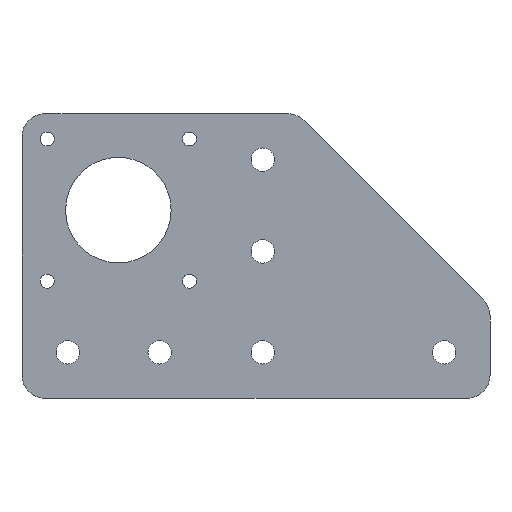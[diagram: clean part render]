
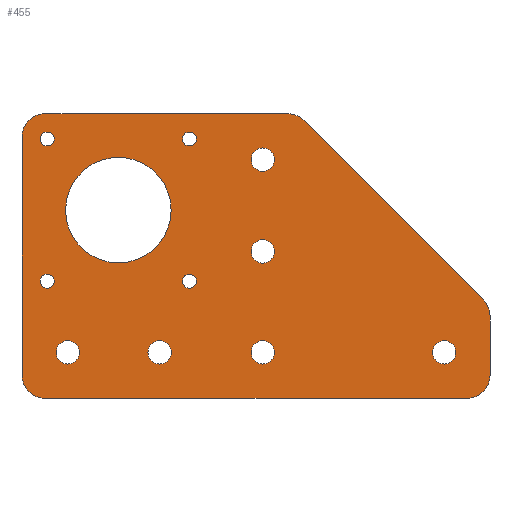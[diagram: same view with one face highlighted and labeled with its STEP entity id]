
A CAD part, left-side view. The second image highlights one B-rep face of the part: STEP entity #455.
In plain terms, the highlighted planar face has unit normal (-1, 0, 0).
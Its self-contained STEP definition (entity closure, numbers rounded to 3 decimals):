
#15=FACE_BOUND('',#70,.T.);
#16=FACE_BOUND('',#71,.T.);
#17=FACE_BOUND('',#72,.T.);
#18=FACE_BOUND('',#73,.T.);
#19=FACE_BOUND('',#74,.T.);
#20=FACE_BOUND('',#75,.T.);
#21=FACE_BOUND('',#76,.T.);
#22=FACE_BOUND('',#77,.T.);
#23=FACE_BOUND('',#78,.T.);
#24=FACE_BOUND('',#79,.T.);
#25=FACE_BOUND('',#80,.T.);
#37=PLANE('',#496);
#46=FACE_OUTER_BOUND('',#69,.T.);
#69=EDGE_LOOP('',(#319,#320,#321,#322,#323,#324,#325,#326,#327,#328));
#70=EDGE_LOOP('',(#329));
#71=EDGE_LOOP('',(#330));
#72=EDGE_LOOP('',(#331));
#73=EDGE_LOOP('',(#332));
#74=EDGE_LOOP('',(#333));
#75=EDGE_LOOP('',(#334));
#76=EDGE_LOOP('',(#335));
#77=EDGE_LOOP('',(#336));
#78=EDGE_LOOP('',(#337));
#79=EDGE_LOOP('',(#338));
#80=EDGE_LOOP('',(#339));
#115=LINE('',#706,#146);
#116=LINE('',#710,#147);
#117=LINE('',#714,#148);
#118=LINE('',#718,#149);
#119=LINE('',#721,#150);
#146=VECTOR('',#564,10.);
#147=VECTOR('',#567,10.);
#148=VECTOR('',#570,10.);
#149=VECTOR('',#573,10.);
#150=VECTOR('',#576,10.);
#175=CIRCLE('',#492,2.55);
#177=CIRCLE('',#495,5.);
#178=CIRCLE('',#497,5.);
#179=CIRCLE('',#498,5.);
#180=CIRCLE('',#499,5.);
#181=CIRCLE('',#500,5.);
#182=CIRCLE('',#501,1.525);
#183=CIRCLE('',#502,1.525);
#184=CIRCLE('',#503,2.55);
#185=CIRCLE('',#504,2.55);
#186=CIRCLE('',#505,11.5);
#187=CIRCLE('',#506,1.525);
#188=CIRCLE('',#507,2.55);
#189=CIRCLE('',#508,2.55);
#190=CIRCLE('',#509,2.55);
#191=CIRCLE('',#510,1.525);
#207=VERTEX_POINT('',#692);
#210=VERTEX_POINT('',#699);
#211=VERTEX_POINT('',#701);
#212=VERTEX_POINT('',#705);
#213=VERTEX_POINT('',#707);
#214=VERTEX_POINT('',#709);
#215=VERTEX_POINT('',#711);
#216=VERTEX_POINT('',#713);
#217=VERTEX_POINT('',#715);
#218=VERTEX_POINT('',#717);
#219=VERTEX_POINT('',#719);
#220=VERTEX_POINT('',#722);
#221=VERTEX_POINT('',#724);
#222=VERTEX_POINT('',#726);
#223=VERTEX_POINT('',#728);
#224=VERTEX_POINT('',#730);
#225=VERTEX_POINT('',#732);
#226=VERTEX_POINT('',#734);
#227=VERTEX_POINT('',#736);
#228=VERTEX_POINT('',#738);
#229=VERTEX_POINT('',#740);
#250=EDGE_CURVE('',#207,#207,#175,.T.);
#253=EDGE_CURVE('',#210,#211,#177,.T.);
#255=EDGE_CURVE('',#210,#212,#115,.T.);
#256=EDGE_CURVE('',#213,#212,#178,.T.);
#257=EDGE_CURVE('',#214,#213,#116,.T.);
#258=EDGE_CURVE('',#215,#214,#179,.T.);
#259=EDGE_CURVE('',#216,#215,#117,.T.);
#260=EDGE_CURVE('',#217,#216,#180,.T.);
#261=EDGE_CURVE('',#218,#217,#118,.T.);
#262=EDGE_CURVE('',#219,#218,#181,.T.);
#263=EDGE_CURVE('',#211,#219,#119,.T.);
#264=EDGE_CURVE('',#220,#220,#182,.T.);
#265=EDGE_CURVE('',#221,#221,#183,.T.);
#266=EDGE_CURVE('',#222,#222,#184,.T.);
#267=EDGE_CURVE('',#223,#223,#185,.T.);
#268=EDGE_CURVE('',#224,#224,#186,.T.);
#269=EDGE_CURVE('',#225,#225,#187,.T.);
#270=EDGE_CURVE('',#226,#226,#188,.T.);
#271=EDGE_CURVE('',#227,#227,#189,.T.);
#272=EDGE_CURVE('',#228,#228,#190,.T.);
#273=EDGE_CURVE('',#229,#229,#191,.T.);
#319=ORIENTED_EDGE('',*,*,#253,.F.);
#320=ORIENTED_EDGE('',*,*,#255,.T.);
#321=ORIENTED_EDGE('',*,*,#256,.F.);
#322=ORIENTED_EDGE('',*,*,#257,.F.);
#323=ORIENTED_EDGE('',*,*,#258,.F.);
#324=ORIENTED_EDGE('',*,*,#259,.F.);
#325=ORIENTED_EDGE('',*,*,#260,.F.);
#326=ORIENTED_EDGE('',*,*,#261,.F.);
#327=ORIENTED_EDGE('',*,*,#262,.F.);
#328=ORIENTED_EDGE('',*,*,#263,.F.);
#329=ORIENTED_EDGE('',*,*,#250,.T.);
#330=ORIENTED_EDGE('',*,*,#264,.T.);
#331=ORIENTED_EDGE('',*,*,#265,.T.);
#332=ORIENTED_EDGE('',*,*,#266,.T.);
#333=ORIENTED_EDGE('',*,*,#267,.T.);
#334=ORIENTED_EDGE('',*,*,#268,.T.);
#335=ORIENTED_EDGE('',*,*,#269,.T.);
#336=ORIENTED_EDGE('',*,*,#270,.T.);
#337=ORIENTED_EDGE('',*,*,#271,.T.);
#338=ORIENTED_EDGE('',*,*,#272,.T.);
#339=ORIENTED_EDGE('',*,*,#273,.T.);
#455=ADVANCED_FACE('',(#46,#15,#16,#17,#18,#19,#20,#21,#22,#23,#24,#25),
#37,.F.);
#492=AXIS2_PLACEMENT_3D('',#694,#552,#553);
#495=AXIS2_PLACEMENT_3D('',#702,#559,#560);
#496=AXIS2_PLACEMENT_3D('',#704,#562,#563);
#497=AXIS2_PLACEMENT_3D('',#708,#565,#566);
#498=AXIS2_PLACEMENT_3D('',#712,#568,#569);
#499=AXIS2_PLACEMENT_3D('',#716,#571,#572);
#500=AXIS2_PLACEMENT_3D('',#720,#574,#575);
#501=AXIS2_PLACEMENT_3D('',#723,#577,#578);
#502=AXIS2_PLACEMENT_3D('',#725,#579,#580);
#503=AXIS2_PLACEMENT_3D('',#727,#581,#582);
#504=AXIS2_PLACEMENT_3D('',#729,#583,#584);
#505=AXIS2_PLACEMENT_3D('',#731,#585,#586);
#506=AXIS2_PLACEMENT_3D('',#733,#587,#588);
#507=AXIS2_PLACEMENT_3D('',#735,#589,#590);
#508=AXIS2_PLACEMENT_3D('',#737,#591,#592);
#509=AXIS2_PLACEMENT_3D('',#739,#593,#594);
#510=AXIS2_PLACEMENT_3D('',#741,#595,#596);
#552=DIRECTION('center_axis',(1.,0.,0.));
#553=DIRECTION('ref_axis',(0.,1.,0.));
#559=DIRECTION('center_axis',(1.,0.,0.));
#560=DIRECTION('ref_axis',(0.,-0.924,0.383));
#562=DIRECTION('center_axis',(1.,0.,0.));
#563=DIRECTION('ref_axis',(0.,1.,0.));
#564=DIRECTION('',(0.,0.707,0.707));
#565=DIRECTION('center_axis',(1.,0.,0.));
#566=DIRECTION('ref_axis',(0.,-0.383,0.924));
#567=DIRECTION('',(0.,-1.,0.));
#568=DIRECTION('center_axis',(1.,0.,0.));
#569=DIRECTION('ref_axis',(0.,0.707,0.707));
#570=DIRECTION('',(0.,0.,1.));
#571=DIRECTION('center_axis',(1.,0.,0.));
#572=DIRECTION('ref_axis',(0.,0.707,-0.707));
#573=DIRECTION('',(0.,1.,0.));
#574=DIRECTION('center_axis',(1.,0.,0.));
#575=DIRECTION('ref_axis',(0.,-0.707,-0.707));
#576=DIRECTION('',(0.,0.,-1.));
#577=DIRECTION('center_axis',(1.,0.,0.));
#578=DIRECTION('ref_axis',(0.,1.,0.));
#579=DIRECTION('center_axis',(1.,0.,0.));
#580=DIRECTION('ref_axis',(0.,1.,0.));
#581=DIRECTION('center_axis',(1.,0.,0.));
#582=DIRECTION('ref_axis',(0.,1.,0.));
#583=DIRECTION('center_axis',(1.,0.,0.));
#584=DIRECTION('ref_axis',(0.,1.,0.));
#585=DIRECTION('center_axis',(1.,0.,0.));
#586=DIRECTION('ref_axis',(0.,1.,0.));
#587=DIRECTION('center_axis',(1.,0.,0.));
#588=DIRECTION('ref_axis',(0.,1.,0.));
#589=DIRECTION('center_axis',(1.,0.,0.));
#590=DIRECTION('ref_axis',(0.,1.,0.));
#591=DIRECTION('center_axis',(1.,0.,0.));
#592=DIRECTION('ref_axis',(0.,1.,0.));
#593=DIRECTION('center_axis',(1.,0.,0.));
#594=DIRECTION('ref_axis',(0.,1.,0.));
#595=DIRECTION('center_axis',(1.,0.,0.));
#596=DIRECTION('ref_axis',(0.,1.,0.));
#692=CARTESIAN_POINT('',(0.,69.45,10.));
#694=CARTESIAN_POINT('Origin',(0.,72.,10.));
#699=CARTESIAN_POINT('',(0.,1.464,21.464));
#701=CARTESIAN_POINT('',(0.,0.,17.929));
#702=CARTESIAN_POINT('Origin',(0.,5.,17.929));
#704=CARTESIAN_POINT('Origin',(0.,51.,31.));
#705=CARTESIAN_POINT('',(0.,40.536,60.536));
#706=CARTESIAN_POINT('',(0.,0.,20.));
#707=CARTESIAN_POINT('',(0.,44.071,62.));
#708=CARTESIAN_POINT('Origin',(0.,44.071,57.));
#709=CARTESIAN_POINT('',(0.,97.,62.));
#710=CARTESIAN_POINT('',(0.,102.,62.));
#711=CARTESIAN_POINT('',(0.,102.,57.));
#712=CARTESIAN_POINT('Origin',(0.,97.,57.));
#713=CARTESIAN_POINT('',(0.,102.,5.));
#714=CARTESIAN_POINT('',(0.,102.,0.));
#715=CARTESIAN_POINT('',(0.,97.,0.));
#716=CARTESIAN_POINT('Origin',(0.,97.,5.));
#717=CARTESIAN_POINT('',(0.,5.,0.));
#718=CARTESIAN_POINT('',(0.,0.,0.));
#719=CARTESIAN_POINT('',(0.,0.,5.));
#720=CARTESIAN_POINT('Origin',(0.,5.,5.));
#721=CARTESIAN_POINT('',(0.,0.,62.));
#722=CARTESIAN_POINT('',(0.,94.975,25.5));
#723=CARTESIAN_POINT('Origin',(0.,96.5,25.5));
#724=CARTESIAN_POINT('',(0.,63.975,25.5));
#725=CARTESIAN_POINT('Origin',(0.,65.5,25.5));
#726=CARTESIAN_POINT('',(0.,46.95,32.));
#727=CARTESIAN_POINT('Origin',(0.,49.5,32.));
#728=CARTESIAN_POINT('',(0.,7.45,10.));
#729=CARTESIAN_POINT('Origin',(0.,10.,10.));
#730=CARTESIAN_POINT('',(0.,69.5,41.));
#731=CARTESIAN_POINT('Origin',(0.,81.,41.));
#732=CARTESIAN_POINT('',(0.,94.975,56.5));
#733=CARTESIAN_POINT('Origin',(0.,96.5,56.5));
#734=CARTESIAN_POINT('',(0.,89.45,10.));
#735=CARTESIAN_POINT('Origin',(0.,92.,10.));
#736=CARTESIAN_POINT('',(0.,46.95,52.));
#737=CARTESIAN_POINT('Origin',(0.,49.5,52.));
#738=CARTESIAN_POINT('',(0.,46.95,10.));
#739=CARTESIAN_POINT('Origin',(0.,49.5,10.));
#740=CARTESIAN_POINT('',(0.,63.975,56.5));
#741=CARTESIAN_POINT('Origin',(0.,65.5,56.5));
